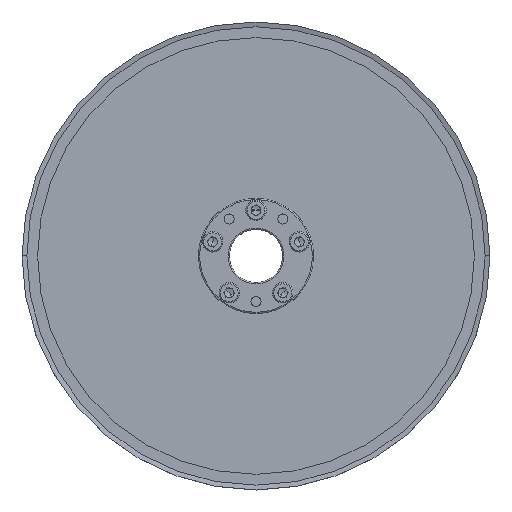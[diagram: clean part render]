
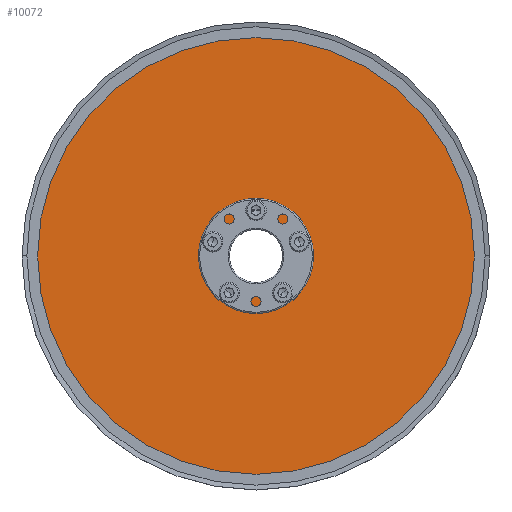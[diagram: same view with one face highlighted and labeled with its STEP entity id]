
A CAD part, top view. The second image highlights one B-rep face of the part: STEP entity #10072.
In plain terms, the highlighted planar face has unit normal (0, 0, 1).
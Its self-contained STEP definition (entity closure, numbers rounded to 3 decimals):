
#24 = AXIS2_PLACEMENT_3D ( 'NONE', #21011, #6607, #2035 ) ;
#183 = DIRECTION ( 'NONE',  ( -1., 0., 0. ) ) ;
#652 = FACE_BOUND ( 'NONE', #13825, .T. ) ;
#717 = AXIS2_PLACEMENT_3D ( 'NONE', #24079, #13538, #11453 ) ;
#768 = VERTEX_POINT ( 'NONE', #3931 ) ;
#1048 = CARTESIAN_POINT ( 'NONE',  ( 15.97, 5.871, 22. ) ) ;
#1084 = VERTEX_POINT ( 'NONE', #9853 ) ;
#1544 = AXIS2_PLACEMENT_3D ( 'NONE', #7225, #19793, #18263 ) ;
#1626 = EDGE_LOOP ( 'NONE', ( #13816, #2018 ) ) ;
#1778 = VERTEX_POINT ( 'NONE', #1048 ) ;
#2018 = ORIENTED_EDGE ( 'NONE', *, *, #5550, .F. ) ;
#2035 = DIRECTION ( 'NONE',  ( 1., 0., 0. ) ) ;
#2048 = CARTESIAN_POINT ( 'NONE',  ( 0., 0., 22. ) ) ;
#2144 = CARTESIAN_POINT ( 'NONE',  ( -2.1, 19., 22. ) ) ;
#2601 = DIRECTION ( 'NONE',  ( 1., 0., 0. ) ) ;
#2881 = CARTESIAN_POINT ( 'NONE',  ( 2.1, 19., 22. ) ) ;
#3069 = CIRCLE ( 'NONE', #18095, 2.1 ) ;
#3550 = ORIENTED_EDGE ( 'NONE', *, *, #9162, .F. ) ;
#3579 = AXIS2_PLACEMENT_3D ( 'NONE', #18968, #14819, #6654 ) ;
#3931 = CARTESIAN_POINT ( 'NONE',  ( -15.97, 5.871, 22. ) ) ;
#4235 = CIRCLE ( 'NONE', #10431, 2.1 ) ;
#4304 = EDGE_CURVE ( 'NONE', #1778, #15161, #12736, .T. ) ;
#4354 = ORIENTED_EDGE ( 'NONE', *, *, #11682, .T. ) ;
#4435 = CIRCLE ( 'NONE', #6643, 2.1 ) ;
#4483 = DIRECTION ( 'NONE',  ( 0., 0., 1. ) ) ;
#4820 = FACE_OUTER_BOUND ( 'NONE', #26804, .T. ) ;
#4964 = DIRECTION ( 'NONE',  ( 1., 0., 0. ) ) ;
#5006 = CIRCLE ( 'NONE', #18248, 2.1 ) ;
#5496 = CIRCLE ( 'NONE', #24507, 2.1 ) ;
#5550 = EDGE_CURVE ( 'NONE', #8397, #11165, #4435, .T. ) ;
#5964 = DIRECTION ( 'NONE',  ( 1., 0., 0. ) ) ;
#6196 = CARTESIAN_POINT ( 'NONE',  ( 11.168, -15.371, 22. ) ) ;
#6217 = DIRECTION ( 'NONE',  ( 0., 0., 1. ) ) ;
#6340 = DIRECTION ( 'NONE',  ( 0., 0., 1. ) ) ;
#6607 = DIRECTION ( 'NONE',  ( 0., 0., 1. ) ) ;
#6634 = FACE_BOUND ( 'NONE', #9360, .T. ) ;
#6643 = AXIS2_PLACEMENT_3D ( 'NONE', #6196, #23090, #21131 ) ;
#6653 = EDGE_LOOP ( 'NONE', ( #6703, #27199 ) ) ;
#6654 = DIRECTION ( 'NONE',  ( 1., 0., 0. ) ) ;
#6703 = ORIENTED_EDGE ( 'NONE', *, *, #7240, .F. ) ;
#7112 = EDGE_CURVE ( 'NONE', #10081, #15523, #17461, .T. ) ;
#7185 = VERTEX_POINT ( 'NONE', #14391 ) ;
#7225 = CARTESIAN_POINT ( 'NONE',  ( 0., 19., 22. ) ) ;
#7240 = EDGE_CURVE ( 'NONE', #768, #25928, #4235, .T. ) ;
#7618 = ORIENTED_EDGE ( 'NONE', *, *, #7112, .F. ) ;
#8397 = VERTEX_POINT ( 'NONE', #26387 ) ;
#8443 = CIRCLE ( 'NONE', #24, 2.1 ) ;
#8501 = DIRECTION ( 'NONE',  ( 0., 0., -1. ) ) ;
#8713 = FACE_BOUND ( 'NONE', #24425, .T. ) ;
#8937 = ORIENTED_EDGE ( 'NONE', *, *, #24004, .T. ) ;
#9111 = DIRECTION ( 'NONE',  ( 0., 0., 1. ) ) ;
#9162 = EDGE_CURVE ( 'NONE', #15523, #10081, #5006, .T. ) ;
#9360 = EDGE_LOOP ( 'NONE', ( #11054, #24435 ) ) ;
#9492 = CIRCLE ( 'NONE', #14788, 91. ) ;
#9583 = CIRCLE ( 'NONE', #717, 2.1 ) ;
#9828 = DIRECTION ( 'NONE',  ( 0., 0., 1. ) ) ;
#9852 = CARTESIAN_POINT ( 'NONE',  ( 12.413, 0., 22. ) ) ;
#9853 = CARTESIAN_POINT ( 'NONE',  ( -13.268, -15.371, 22. ) ) ;
#10072 = ADVANCED_FACE ( 'NONE', ( #15456, #23783, #19623, #6634, #652, #8713, #4820 ), #23922, .T. ) ;
#10081 = VERTEX_POINT ( 'NONE', #2881 ) ;
#10092 = EDGE_CURVE ( 'NONE', #11165, #8397, #5496, .T. ) ;
#10431 = AXIS2_PLACEMENT_3D ( 'NONE', #25204, #20484, #5964 ) ;
#10436 = CARTESIAN_POINT ( 'NONE',  ( 0., 0., 22. ) ) ;
#10636 = DIRECTION ( 'NONE',  ( 1., 0., 0. ) ) ;
#11054 = ORIENTED_EDGE ( 'NONE', *, *, #16114, .F. ) ;
#11165 = VERTEX_POINT ( 'NONE', #25242 ) ;
#11453 = DIRECTION ( 'NONE',  ( 1., 0., 0. ) ) ;
#11531 = CIRCLE ( 'NONE', #3579, 2.1 ) ;
#11682 = EDGE_CURVE ( 'NONE', #21083, #14401, #9492, .T. ) ;
#11694 = DIRECTION ( 'NONE',  ( 0., 0., 1. ) ) ;
#11772 = CARTESIAN_POINT ( 'NONE',  ( 91., 0., 22. ) ) ;
#12045 = VERTEX_POINT ( 'NONE', #17632 ) ;
#12361 = ORIENTED_EDGE ( 'NONE', *, *, #26314, .F. ) ;
#12736 = CIRCLE ( 'NONE', #19800, 2.1 ) ;
#12904 = CARTESIAN_POINT ( 'NONE',  ( -20.17, 5.871, 22. ) ) ;
#13156 = CIRCLE ( 'NONE', #16684, 91. ) ;
#13493 = EDGE_CURVE ( 'NONE', #25928, #768, #9583, .T. ) ;
#13538 = DIRECTION ( 'NONE',  ( 0., 0., 1. ) ) ;
#13758 = DIRECTION ( 'NONE',  ( 1., 0., 0. ) ) ;
#13780 = CARTESIAN_POINT ( 'NONE',  ( -91., 0., 22. ) ) ;
#13816 = ORIENTED_EDGE ( 'NONE', *, *, #10092, .F. ) ;
#13825 = EDGE_LOOP ( 'NONE', ( #7618, #3550 ) ) ;
#13961 = EDGE_CURVE ( 'NONE', #14401, #21083, #13156, .T. ) ;
#14195 = DIRECTION ( 'NONE',  ( 1., 0., 0. ) ) ;
#14324 = CARTESIAN_POINT ( 'NONE',  ( 0., 0., 22. ) ) ;
#14391 = CARTESIAN_POINT ( 'NONE',  ( -12.413, 0., 22. ) ) ;
#14401 = VERTEX_POINT ( 'NONE', #11772 ) ;
#14478 = CARTESIAN_POINT ( 'NONE',  ( 18.07, 5.871, 22. ) ) ;
#14593 = VERTEX_POINT ( 'NONE', #9852 ) ;
#14774 = DIRECTION ( 'NONE',  ( 1., 0., 0. ) ) ;
#14788 = AXIS2_PLACEMENT_3D ( 'NONE', #25311, #6340, #14774 ) ;
#14797 = CARTESIAN_POINT ( 'NONE',  ( 20.17, 5.871, 22. ) ) ;
#14819 = DIRECTION ( 'NONE',  ( 0., 0., 1. ) ) ;
#14966 = AXIS2_PLACEMENT_3D ( 'NONE', #10436, #8501, #183 ) ;
#15161 = VERTEX_POINT ( 'NONE', #14797 ) ;
#15456 = FACE_BOUND ( 'NONE', #6653, .T. ) ;
#15523 = VERTEX_POINT ( 'NONE', #2144 ) ;
#16114 = EDGE_CURVE ( 'NONE', #15161, #1778, #8443, .T. ) ;
#16372 = EDGE_CURVE ( 'NONE', #12045, #1084, #3069, .T. ) ;
#16684 = AXIS2_PLACEMENT_3D ( 'NONE', #2048, #6217, #10636 ) ;
#16975 = CIRCLE ( 'NONE', #20078, 12.413 ) ;
#17411 = AXIS2_PLACEMENT_3D ( 'NONE', #21708, #9111, #2601 ) ;
#17461 = CIRCLE ( 'NONE', #1544, 2.1 ) ;
#17632 = CARTESIAN_POINT ( 'NONE',  ( -9.068, -15.371, 22. ) ) ;
#18095 = AXIS2_PLACEMENT_3D ( 'NONE', #26396, #11694, #13758 ) ;
#18248 = AXIS2_PLACEMENT_3D ( 'NONE', #19929, #9828, #24650 ) ;
#18263 = DIRECTION ( 'NONE',  ( 1., 0., 0. ) ) ;
#18950 = EDGE_CURVE ( 'NONE', #14593, #7185, #26481, .T. ) ;
#18968 = CARTESIAN_POINT ( 'NONE',  ( -11.168, -15.371, 22. ) ) ;
#19623 = FACE_BOUND ( 'NONE', #1626, .T. ) ;
#19793 = DIRECTION ( 'NONE',  ( 0., 0., 1. ) ) ;
#19800 = AXIS2_PLACEMENT_3D ( 'NONE', #14478, #4483, #14195 ) ;
#19929 = CARTESIAN_POINT ( 'NONE',  ( 0., 19., 22. ) ) ;
#20078 = AXIS2_PLACEMENT_3D ( 'NONE', #14324, #23066, #25283 ) ;
#20114 = ORIENTED_EDGE ( 'NONE', *, *, #16372, .F. ) ;
#20484 = DIRECTION ( 'NONE',  ( 0., 0., 1. ) ) ;
#21011 = CARTESIAN_POINT ( 'NONE',  ( 18.07, 5.871, 22. ) ) ;
#21083 = VERTEX_POINT ( 'NONE', #13780 ) ;
#21131 = DIRECTION ( 'NONE',  ( 1., 0., 0. ) ) ;
#21463 = EDGE_LOOP ( 'NONE', ( #20114, #12361 ) ) ;
#21708 = CARTESIAN_POINT ( 'NONE',  ( -1.058, 47.298, 22. ) ) ;
#22961 = ORIENTED_EDGE ( 'NONE', *, *, #18950, .T. ) ;
#22963 = ORIENTED_EDGE ( 'NONE', *, *, #13961, .T. ) ;
#23066 = DIRECTION ( 'NONE',  ( 0., 0., -1. ) ) ;
#23090 = DIRECTION ( 'NONE',  ( 0., 0., 1. ) ) ;
#23783 = FACE_BOUND ( 'NONE', #21463, .T. ) ;
#23922 = PLANE ( 'NONE',  #17411 ) ;
#24004 = EDGE_CURVE ( 'NONE', #7185, #14593, #16975, .T. ) ;
#24067 = CARTESIAN_POINT ( 'NONE',  ( 11.168, -15.371, 22. ) ) ;
#24079 = CARTESIAN_POINT ( 'NONE',  ( -18.07, 5.871, 22. ) ) ;
#24425 = EDGE_LOOP ( 'NONE', ( #8937, #22961 ) ) ;
#24435 = ORIENTED_EDGE ( 'NONE', *, *, #4304, .F. ) ;
#24507 = AXIS2_PLACEMENT_3D ( 'NONE', #24067, #26015, #4964 ) ;
#24650 = DIRECTION ( 'NONE',  ( 1., 0., 0. ) ) ;
#25204 = CARTESIAN_POINT ( 'NONE',  ( -18.07, 5.871, 22. ) ) ;
#25242 = CARTESIAN_POINT ( 'NONE',  ( 13.268, -15.371, 22. ) ) ;
#25283 = DIRECTION ( 'NONE',  ( -1., 0., 0. ) ) ;
#25311 = CARTESIAN_POINT ( 'NONE',  ( 0., 0., 22. ) ) ;
#25928 = VERTEX_POINT ( 'NONE', #12904 ) ;
#26015 = DIRECTION ( 'NONE',  ( 0., 0., 1. ) ) ;
#26314 = EDGE_CURVE ( 'NONE', #1084, #12045, #11531, .T. ) ;
#26387 = CARTESIAN_POINT ( 'NONE',  ( 9.068, -15.371, 22. ) ) ;
#26396 = CARTESIAN_POINT ( 'NONE',  ( -11.168, -15.371, 22. ) ) ;
#26481 = CIRCLE ( 'NONE', #14966, 12.413 ) ;
#26804 = EDGE_LOOP ( 'NONE', ( #22963, #4354 ) ) ;
#27199 = ORIENTED_EDGE ( 'NONE', *, *, #13493, .F. ) ;
